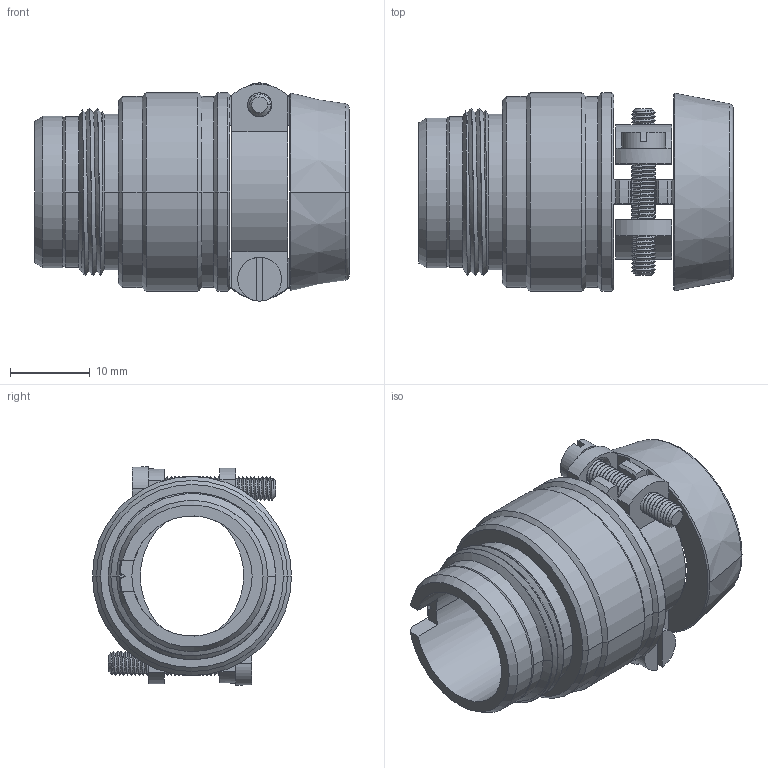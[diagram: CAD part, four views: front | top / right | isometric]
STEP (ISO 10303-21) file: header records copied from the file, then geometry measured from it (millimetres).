
FILE_DESCRIPTION((''),'2;1');
FILE_NAME('13302DS3','2018-11-23T09:52:49',('cgregory'),('NET AG system integration'),'CREO PARAMETRIC BY PTC INC, 2017260','CREO PARAMETRIC BY PTC INC, 2017260','');
FILE_SCHEMA(('AUTOMOTIVE_DESIGN { 1 0 10303 214 1 1 1 1 }'));
Length unit declared in the file: millimetre
Products named in the file (1): 13302DS3
Bounding box: 39.5 x 25 x 27.4 mm (x, y, z)
Volume: 6874.4 mm3; surface area: 7943.1 mm2
Topology: 2 solids, 2 shells, 317 faces, 868 edges, 556 vertices
Faces by surface type: cylinder 172, plane 58, cone 39, bspline 36, torus 12
Entity records: 23545 total; most frequent: CARTESIAN_POINT 14464, ORIENTED_EDGE 1736, DIRECTION 1289, EDGE_CURVE 868, VERTEX_POINT 556, AXIS2_PLACEMENT_3D 486, B_SPLINE_CURVE_WITH_KNOTS 354, EDGE_LOOP 330
